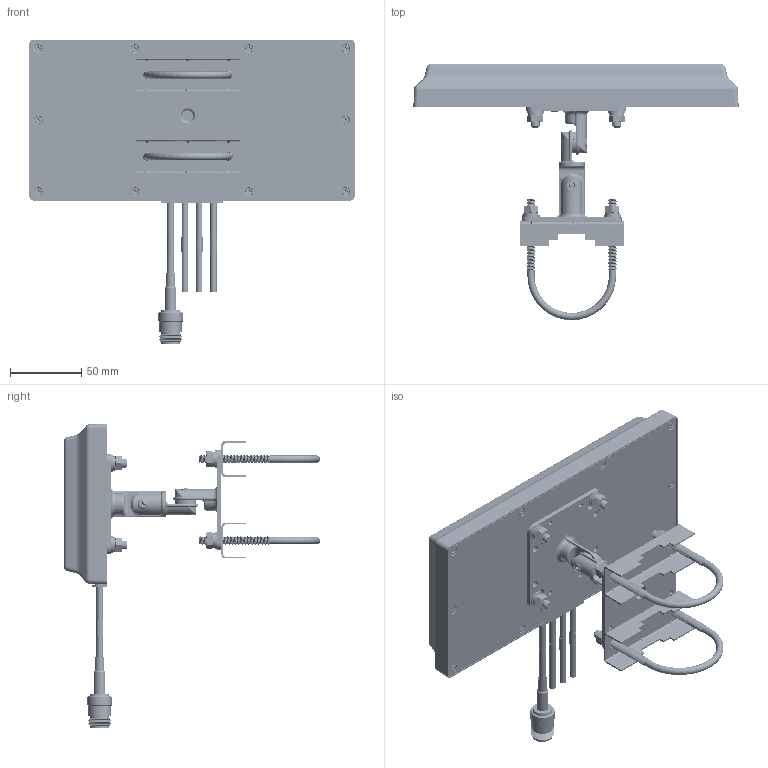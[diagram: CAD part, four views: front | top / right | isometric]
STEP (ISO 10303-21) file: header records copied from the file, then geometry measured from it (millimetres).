
FILE_DESCRIPTION (( 'STEP AP214' ), '1' );
FILE_NAME ('FMANFP1039_3D.step', '2023-02-23T00:53:37', ( '' ), ( '' ), 'SwSTEP 2.0', 'SolidWorks 2022', '' );
FILE_SCHEMA (( 'AUTOMOTIVE_DESIGN' ));
Length unit declared in the file: inch
Products named in the file (4): PE44532; LCANFP1037; CA-240-MA1_1" Long; FMANFP1039_3D
Assembly tree (3 placements, depth 2):
  FMANFP1039_3D
    LCANFP1037
    PE44532
    CA-240-MA1_1" Long
Bounding box: 227.5 x 179.25 x 213.07 mm (x, y, z)
Volume: 191542 mm3; surface area: 207612.3 mm2
Topology: 56 solids, 56 shells, 3328 faces, 8560 edges, 5370 vertices
Faces by surface type: cylinder 1313, bspline 782, plane 685, cone 368, torus 156, sphere 24
Entity records: 188589 total; most frequent: CARTESIAN_POINT 117473, ORIENTED_EDGE 17076, DIRECTION 11089, EDGE_CURVE 8538, VERTEX_POINT 5370, AXIS2_PLACEMENT_3D 4183, EDGE_LOOP 3508, B_SPLINE_CURVE_WITH_KNOTS 3435
